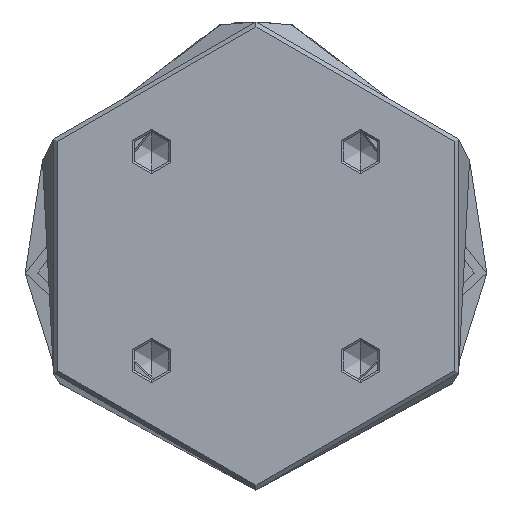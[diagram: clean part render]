
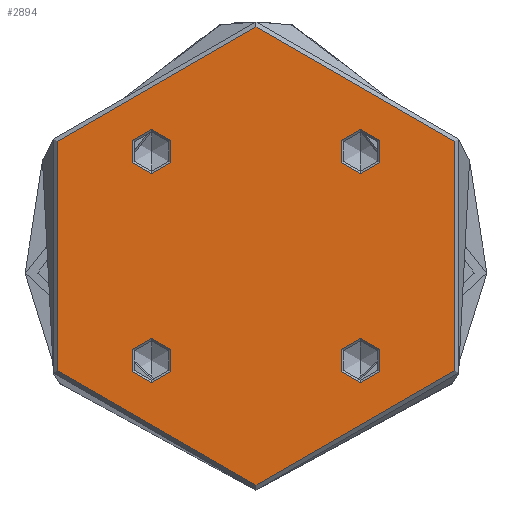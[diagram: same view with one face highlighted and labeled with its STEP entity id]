
A CAD part, front view. The second image highlights one B-rep face of the part: STEP entity #2894.
In plain terms, the highlighted face is planar.
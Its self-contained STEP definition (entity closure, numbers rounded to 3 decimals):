
#64 = DIRECTION ( 'NONE',  ( 1., 0., 0. ) ) ;
#576 = DIRECTION ( 'NONE',  ( -1., 0., 0. ) ) ;
#596 = DIRECTION ( 'NONE',  ( 0., 0., -1. ) ) ;
#597 = CIRCLE ( 'NONE', #4126, 4.5 ) ;
#623 = VERTEX_POINT ( 'NONE', #4953 ) ;
#641 = VERTEX_POINT ( 'NONE', #6190 ) ;
#725 = VERTEX_POINT ( 'NONE', #7869 ) ;
#772 = CARTESIAN_POINT ( 'NONE',  ( -21.213, 21.213, 0. ) ) ;
#835 = DIRECTION ( 'NONE',  ( 0., 0., 1. ) ) ;
#871 = DIRECTION ( 'NONE',  ( -1., 0., 0. ) ) ;
#900 = DIRECTION ( 'NONE',  ( 0., 0., -1. ) ) ;
#935 = CARTESIAN_POINT ( 'NONE',  ( -21.213, 21.213, 0. ) ) ;
#1139 = VERTEX_POINT ( 'NONE', #5559 ) ;
#1143 = CARTESIAN_POINT ( 'NONE',  ( 0., 0., 0. ) ) ;
#1151 = VERTEX_POINT ( 'NONE', #5582 ) ;
#1169 = CIRCLE ( 'NONE', #1469, 4.5 ) ;
#1261 = PLANE ( 'NONE',  #6971 ) ;
#1396 = EDGE_CURVE ( 'NONE', #1139, #641, #5464, .T. ) ;
#1403 = CIRCLE ( 'NONE', #3499, 4.5 ) ;
#1455 = DIRECTION ( 'NONE',  ( -1., 0., 0. ) ) ;
#1460 = FACE_BOUND ( 'NONE', #5815, .T. ) ;
#1469 = AXIS2_PLACEMENT_3D ( 'NONE', #935, #900, #871 ) ;
#1559 = CIRCLE ( 'NONE', #3444, 46.5 ) ;
#1591 = CARTESIAN_POINT ( 'NONE',  ( 0., 0., 0. ) ) ;
#1690 = VERTEX_POINT ( 'NONE', #4929 ) ;
#1786 = ORIENTED_EDGE ( 'NONE', *, *, #3326, .F. ) ;
#1900 = DIRECTION ( 'NONE',  ( 1., 0., 0. ) ) ;
#1903 = EDGE_CURVE ( 'NONE', #7699, #725, #4270, .T. ) ;
#1924 = DIRECTION ( 'NONE',  ( 0., 0., -1. ) ) ;
#1940 = AXIS2_PLACEMENT_3D ( 'NONE', #3340, #7684, #4004 ) ;
#1945 = CARTESIAN_POINT ( 'NONE',  ( 21.213, -21.213, 0. ) ) ;
#2162 = AXIS2_PLACEMENT_3D ( 'NONE', #7563, #3865, #64 ) ;
#2245 = DIRECTION ( 'NONE',  ( 1., 0., 0. ) ) ;
#2361 = EDGE_CURVE ( 'NONE', #8022, #1690, #4250, .T. ) ;
#2493 = ORIENTED_EDGE ( 'NONE', *, *, #3431, .T. ) ;
#2505 = EDGE_CURVE ( 'NONE', #1151, #5633, #597, .T. ) ;
#2626 = EDGE_CURVE ( 'NONE', #623, #7821, #1169, .T. ) ;
#2894 = ADVANCED_FACE ( 'NONE', ( #6343, #3205, #1460, #7932, #4687 ), #1261, .F. ) ;
#3044 = AXIS2_PLACEMENT_3D ( 'NONE', #7461, #7439, #7374 ) ;
#3104 = ORIENTED_EDGE ( 'NONE', *, *, #2626, .T. ) ;
#3205 = FACE_BOUND ( 'NONE', #5408, .T. ) ;
#3208 = EDGE_LOOP ( 'NONE', ( #8046, #1786 ) ) ;
#3326 = EDGE_CURVE ( 'NONE', #1690, #8022, #8159, .T. ) ;
#3340 = CARTESIAN_POINT ( 'NONE',  ( 21.213, -21.213, 0. ) ) ;
#3431 = EDGE_CURVE ( 'NONE', #7821, #623, #1403, .T. ) ;
#3444 = AXIS2_PLACEMENT_3D ( 'NONE', #1591, #6037, #2245 ) ;
#3499 = AXIS2_PLACEMENT_3D ( 'NONE', #772, #5317, #1455 ) ;
#3798 = EDGE_CURVE ( 'NONE', #5633, #1151, #6472, .T. ) ;
#3838 = EDGE_CURVE ( 'NONE', #725, #7699, #6290, .T. ) ;
#3865 = DIRECTION ( 'NONE',  ( 0., 0., 1. ) ) ;
#4004 = DIRECTION ( 'NONE',  ( 1., 0., 0. ) ) ;
#4126 = AXIS2_PLACEMENT_3D ( 'NONE', #5615, #5537, #5512 ) ;
#4250 = CIRCLE ( 'NONE', #5019, 4.5 ) ;
#4270 = CIRCLE ( 'NONE', #6897, 4.5 ) ;
#4597 = ORIENTED_EDGE ( 'NONE', *, *, #1903, .T. ) ;
#4630 = EDGE_LOOP ( 'NONE', ( #6149, #6828 ) ) ;
#4642 = AXIS2_PLACEMENT_3D ( 'NONE', #4739, #835, #5385 ) ;
#4687 = FACE_OUTER_BOUND ( 'NONE', #6927, .T. ) ;
#4739 = CARTESIAN_POINT ( 'NONE',  ( -21.213, -21.213, 0. ) ) ;
#4929 = CARTESIAN_POINT ( 'NONE',  ( -16.713, -21.213, 0. ) ) ;
#4953 = CARTESIAN_POINT ( 'NONE',  ( -16.713, 21.213, 0. ) ) ;
#5019 = AXIS2_PLACEMENT_3D ( 'NONE', #6051, #6014, #5992 ) ;
#5085 = CARTESIAN_POINT ( 'NONE',  ( 25.713, -21.213, 0. ) ) ;
#5221 = CARTESIAN_POINT ( 'NONE',  ( -25.713, 21.213, 0. ) ) ;
#5317 = DIRECTION ( 'NONE',  ( 0., 0., -1. ) ) ;
#5385 = DIRECTION ( 'NONE',  ( -1., 0., 0. ) ) ;
#5408 = EDGE_LOOP ( 'NONE', ( #2493, #3104 ) ) ;
#5464 = CIRCLE ( 'NONE', #3044, 46.5 ) ;
#5512 = DIRECTION ( 'NONE',  ( 1., 0., 0. ) ) ;
#5537 = DIRECTION ( 'NONE',  ( 0., 0., 1. ) ) ;
#5559 = CARTESIAN_POINT ( 'NONE',  ( -46.5, 0., 0. ) ) ;
#5582 = CARTESIAN_POINT ( 'NONE',  ( 16.713, 21.213, 0. ) ) ;
#5593 = EDGE_CURVE ( 'NONE', #641, #1139, #1559, .T. ) ;
#5599 = ORIENTED_EDGE ( 'NONE', *, *, #3838, .T. ) ;
#5615 = CARTESIAN_POINT ( 'NONE',  ( 21.213, 21.213, 0. ) ) ;
#5633 = VERTEX_POINT ( 'NONE', #7856 ) ;
#5815 = EDGE_LOOP ( 'NONE', ( #4597, #5599 ) ) ;
#5992 = DIRECTION ( 'NONE',  ( -1., 0., 0. ) ) ;
#6014 = DIRECTION ( 'NONE',  ( 0., 0., 1. ) ) ;
#6037 = DIRECTION ( 'NONE',  ( 0., 0., 1. ) ) ;
#6051 = CARTESIAN_POINT ( 'NONE',  ( -21.213, -21.213, 0. ) ) ;
#6149 = ORIENTED_EDGE ( 'NONE', *, *, #3798, .F. ) ;
#6190 = CARTESIAN_POINT ( 'NONE',  ( 46.5, 0., 0. ) ) ;
#6290 = CIRCLE ( 'NONE', #1940, 4.5 ) ;
#6343 = FACE_BOUND ( 'NONE', #3208, .T. ) ;
#6363 = ORIENTED_EDGE ( 'NONE', *, *, #5593, .T. ) ;
#6472 = CIRCLE ( 'NONE', #2162, 4.5 ) ;
#6828 = ORIENTED_EDGE ( 'NONE', *, *, #2505, .F. ) ;
#6897 = AXIS2_PLACEMENT_3D ( 'NONE', #1945, #1924, #1900 ) ;
#6927 = EDGE_LOOP ( 'NONE', ( #7938, #6363 ) ) ;
#6971 = AXIS2_PLACEMENT_3D ( 'NONE', #1143, #596, #576 ) ;
#7106 = CARTESIAN_POINT ( 'NONE',  ( -25.713, -21.213, 0. ) ) ;
#7374 = DIRECTION ( 'NONE',  ( 1., 0., 0. ) ) ;
#7439 = DIRECTION ( 'NONE',  ( 0., 0., 1. ) ) ;
#7461 = CARTESIAN_POINT ( 'NONE',  ( 0., 0., 0. ) ) ;
#7563 = CARTESIAN_POINT ( 'NONE',  ( 21.213, 21.213, 0. ) ) ;
#7684 = DIRECTION ( 'NONE',  ( 0., 0., -1. ) ) ;
#7699 = VERTEX_POINT ( 'NONE', #5085 ) ;
#7821 = VERTEX_POINT ( 'NONE', #5221 ) ;
#7856 = CARTESIAN_POINT ( 'NONE',  ( 25.713, 21.213, 0. ) ) ;
#7869 = CARTESIAN_POINT ( 'NONE',  ( 16.713, -21.213, 0. ) ) ;
#7932 = FACE_BOUND ( 'NONE', #4630, .T. ) ;
#7938 = ORIENTED_EDGE ( 'NONE', *, *, #1396, .T. ) ;
#8022 = VERTEX_POINT ( 'NONE', #7106 ) ;
#8046 = ORIENTED_EDGE ( 'NONE', *, *, #2361, .F. ) ;
#8159 = CIRCLE ( 'NONE', #4642, 4.5 ) ;
